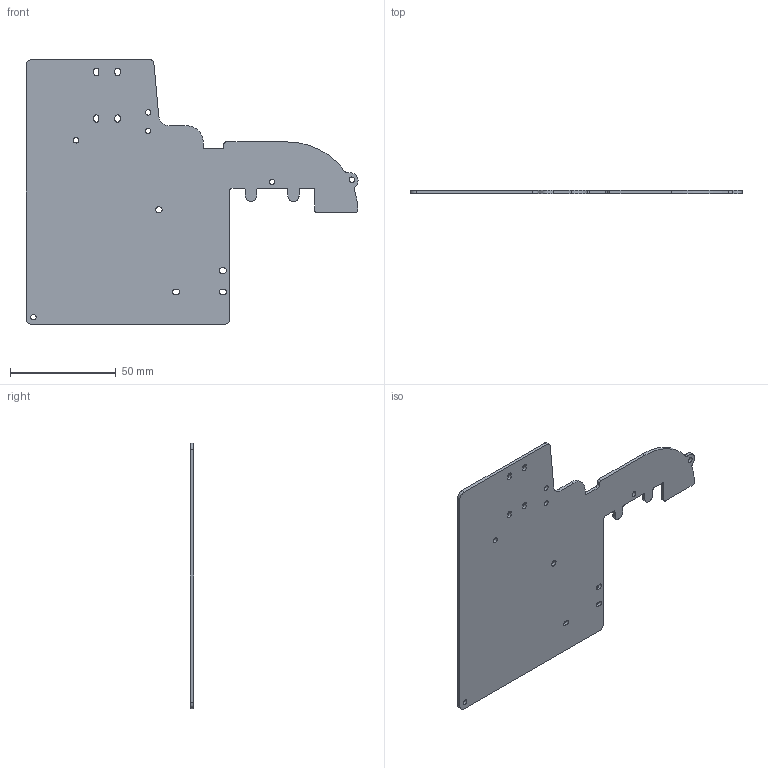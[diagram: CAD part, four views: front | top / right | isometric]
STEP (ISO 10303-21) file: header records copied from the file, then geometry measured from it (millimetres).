
FILE_DESCRIPTION(('FreeCAD Model'),'2;1');
FILE_NAME('pcb_new1.step','2021-01-19T21:40:36',('Author'),(''), 'Open CASCADE STEP processor 7.3','FreeCAD','Unknown');
FILE_SCHEMA(('AUTOMOTIVE_DESIGN { 1 0 10303 214 1 1 1 1 }'));
Length unit declared in the file: millimetre
Products named in the file (1): Fillet
Bounding box: 156.63 x 1.6 x 125.2 mm (x, y, z)
Volume: 19396.7 mm3; surface area: 25384.9 mm2
Topology: 1 solids, 1 shells, 82 faces, 240 edges, 160 vertices
Faces by surface type: cylinder 44, plane 36, bspline 2
Full cylindrical faces by diameter (mm): 2.5 x4, 2.6 x2, 3 x1
Entity records: 6963 total; most frequent: CARTESIAN_POINT 1618, DIRECTION 895, LINE 517, VECTOR 517, ORIENTED_EDGE 480, PCURVE 480, DEFINITIONAL_REPRESENTATION 480, EDGE_CURVE 240
